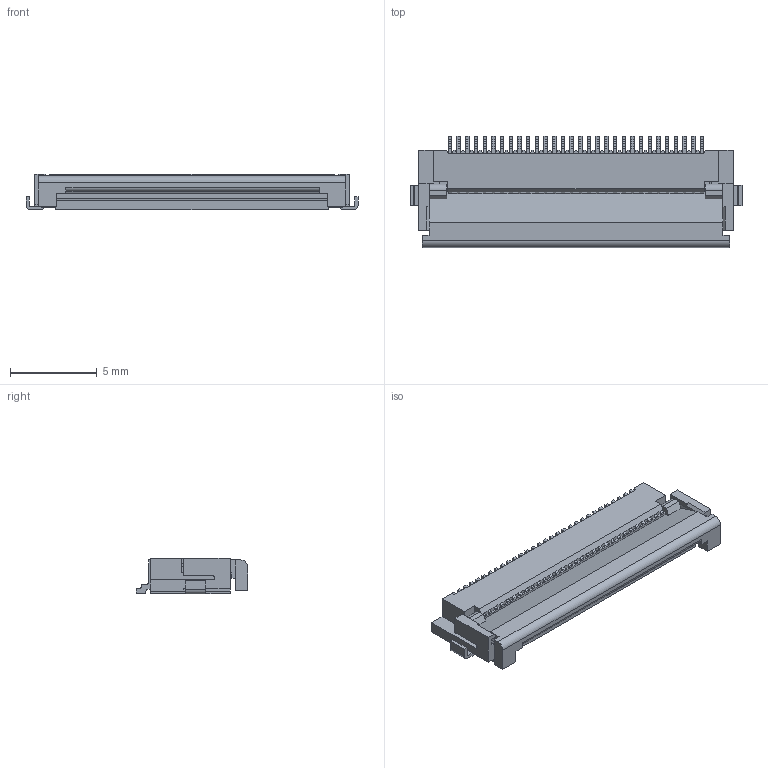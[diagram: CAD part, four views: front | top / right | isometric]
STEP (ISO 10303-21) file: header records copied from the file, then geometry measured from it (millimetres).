
FILE_DESCRIPTION(/* description */ (''),/* implementation_level */ '2;1');
FILE_NAME(/* name */ 'FH12-30S-0.5SH.step',/* time_stamp */ '2023-04-17T04:49:11+01:00',/* author */ (''),/* organization */ (''),/* preprocessor_version */ 'ST-DEVELOPER v19.2',/* originating_system */ 'Autodesk Translation Framework v12.4.0.73',/* authorisation */ '');
FILE_SCHEMA (('AUTOMOTIVE_DESIGN { 1 0 10303 214 3 1 1 }'));
Length unit declared in the file: millimetre
Products named in the file (2): (Unsaved); FH12-30S-0.5SH_Èª
Assembly tree (1 placements, depth 2):
  (Unsaved)
    FH12-30S-0.5SH_Èª
Bounding box: 19.1 x 6.4 x 2.05 mm (x, y, z)
Volume: 148.3 mm3; surface area: 510.2 mm2
Topology: 1 solids, 1 shells, 1106 faces, 3196 edges, 2086 vertices
Faces by surface type: plane 908, cylinder 198
Entity records: 35858 total; most frequent: ORIENTED_EDGE 6392, CARTESIAN_POINT 6391, DIRECTION 5812, EDGE_CURVE 3196, LINE 2798, VECTOR 2798, VERTEX_POINT 2086, AXIS2_PLACEMENT_3D 1507
